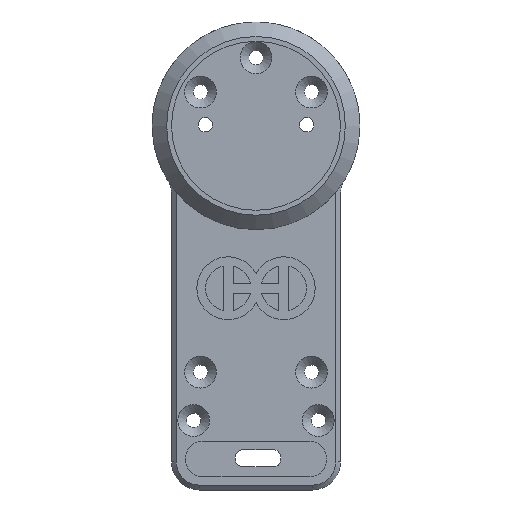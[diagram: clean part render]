
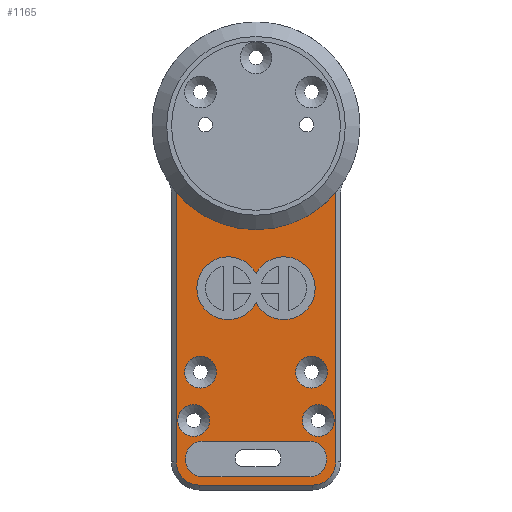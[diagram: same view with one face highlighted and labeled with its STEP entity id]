
A CAD part, front view. The second image highlights one B-rep face of the part: STEP entity #1165.
In plain terms, the highlighted planar face has unit normal (0, -1, 0).
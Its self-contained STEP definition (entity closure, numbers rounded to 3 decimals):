
#34=CARTESIAN_POINT('',(218.5,10.15,23.5));
#35=VERTEX_POINT('',#34);
#42=CARTESIAN_POINT('',(235.,10.15,31.216));
#43=VERTEX_POINT('',#42);
#44=CARTESIAN_POINT('',(218.5,10.15,45.));
#45=DIRECTION('',(0.,-1.,0.));
#46=DIRECTION('',(0.,0.,-1.));
#47=AXIS2_PLACEMENT_3D('',#44,#45,#46);
#48=CIRCLE('',#47,21.5);
#49=EDGE_CURVE('',#35,#43,#48,.T.);
#85=CARTESIAN_POINT('',(202.,10.15,31.216));
#86=VERTEX_POINT('',#85);
#94=CARTESIAN_POINT('',(218.5,10.15,45.));
#95=DIRECTION('',(0.,-1.,0.));
#96=DIRECTION('',(0.,0.,-1.));
#97=AXIS2_PLACEMENT_3D('',#94,#95,#96);
#98=CIRCLE('',#97,21.5);
#99=EDGE_CURVE('',#86,#35,#98,.T.);
#272=CARTESIAN_POINT('',(206.8,10.15,-29.4));
#273=VERTEX_POINT('',#272);
#290=CARTESIAN_POINT('',(230.2,10.15,-29.4));
#291=VERTEX_POINT('',#290);
#298=CARTESIAN_POINT('',(206.8,10.15,-29.4));
#299=DIRECTION('',(1.,0.,-0.));
#300=VECTOR('',#299,23.4);
#301=LINE('',#298,#300);
#302=EDGE_CURVE('',#273,#291,#301,.T.);
#313=CARTESIAN_POINT('',(233.1,10.15,-23.8));
#314=VERTEX_POINT('',#313);
#321=CARTESIAN_POINT('',(229.6,10.15,-20.3));
#322=VERTEX_POINT('',#321);
#323=CARTESIAN_POINT('',(229.6,10.15,-23.8));
#324=DIRECTION('',(-0.,1.,-0.));
#325=DIRECTION('',(0.,0.,-1.));
#326=AXIS2_PLACEMENT_3D('',#323,#324,#325);
#327=CIRCLE('',#326,3.5);
#328=EDGE_CURVE('',#322,#314,#327,.T.);
#346=CARTESIAN_POINT('',(207.4,10.15,-20.3));
#347=VERTEX_POINT('',#346);
#348=CARTESIAN_POINT('',(207.4,10.15,-20.3));
#349=DIRECTION('',(1.,0.,-0.));
#350=VECTOR('',#349,22.2);
#351=LINE('',#348,#350);
#352=EDGE_CURVE('',#347,#322,#351,.T.);
#370=CARTESIAN_POINT('',(203.9,10.15,-23.8));
#371=VERTEX_POINT('',#370);
#372=CARTESIAN_POINT('',(207.4,10.15,-23.8));
#373=DIRECTION('',(-0.,1.,-0.));
#374=DIRECTION('',(0.,0.,-1.));
#375=AXIS2_PLACEMENT_3D('',#372,#373,#374);
#376=CIRCLE('',#375,3.5);
#377=EDGE_CURVE('',#371,#347,#376,.T.);
#395=CARTESIAN_POINT('',(203.9,10.15,-24.1));
#396=VERTEX_POINT('',#395);
#397=CARTESIAN_POINT('',(203.9,10.15,-24.1));
#398=DIRECTION('',(0.,0.,1.));
#399=VECTOR('',#398,0.3);
#400=LINE('',#397,#399);
#401=EDGE_CURVE('',#396,#371,#400,.T.);
#419=CARTESIAN_POINT('',(207.5,10.15,-27.7));
#420=VERTEX_POINT('',#419);
#421=CARTESIAN_POINT('',(207.5,10.15,-24.1));
#422=DIRECTION('',(-0.,1.,-0.));
#423=DIRECTION('',(0.,0.,-1.));
#424=AXIS2_PLACEMENT_3D('',#421,#422,#423);
#425=CIRCLE('',#424,3.6);
#426=EDGE_CURVE('',#420,#396,#425,.T.);
#442=CARTESIAN_POINT('',(229.6,10.15,-27.7));
#443=VERTEX_POINT('',#442);
#444=CARTESIAN_POINT('',(229.6,10.15,-27.7));
#445=DIRECTION('',(-1.,0.,0.));
#446=VECTOR('',#445,22.1);
#447=LINE('',#444,#446);
#448=EDGE_CURVE('',#443,#420,#447,.T.);
#468=CARTESIAN_POINT('',(233.1,10.15,-24.2));
#469=VERTEX_POINT('',#468);
#470=CARTESIAN_POINT('',(229.6,10.15,-24.2));
#471=DIRECTION('',(-0.,1.,-0.));
#472=DIRECTION('',(0.,0.,-1.));
#473=AXIS2_PLACEMENT_3D('',#470,#471,#472);
#474=CIRCLE('',#473,3.5);
#475=EDGE_CURVE('',#469,#443,#474,.T.);
#493=CARTESIAN_POINT('',(233.1,10.15,-23.8));
#494=DIRECTION('',(0.,0.,-1.));
#495=VECTOR('',#494,0.4);
#496=LINE('',#493,#495);
#497=EDGE_CURVE('',#314,#469,#496,.T.);
#801=CARTESIAN_POINT('',(202.,10.15,-24.6));
#802=VERTEX_POINT('',#801);
#811=CARTESIAN_POINT('',(206.8,10.15,-24.6));
#812=DIRECTION('',(0.,-1.,0.));
#813=DIRECTION('',(0.,0.,-1.));
#814=AXIS2_PLACEMENT_3D('',#811,#812,#813);
#815=CIRCLE('',#814,4.8);
#816=EDGE_CURVE('',#802,#273,#815,.T.);
#826=CARTESIAN_POINT('',(235.,10.15,-24.6));
#827=VERTEX_POINT('',#826);
#834=CARTESIAN_POINT('',(230.2,10.15,-24.6));
#835=DIRECTION('',(0.,-1.,0.));
#836=DIRECTION('',(0.,0.,-1.));
#837=AXIS2_PLACEMENT_3D('',#834,#835,#836);
#838=CIRCLE('',#837,4.8);
#839=EDGE_CURVE('',#291,#827,#838,.T.);
#1019=CARTESIAN_POINT('',(202.,10.15,31.216));
#1020=DIRECTION('',(0.,0.,-1.));
#1021=VECTOR('',#1020,55.816);
#1022=LINE('',#1019,#1021);
#1023=EDGE_CURVE('',#86,#802,#1022,.T.);
#1034=CARTESIAN_POINT('',(235.,10.15,-24.6));
#1035=DIRECTION('',(0.,0.,1.));
#1036=VECTOR('',#1035,55.816);
#1037=LINE('',#1034,#1036);
#1038=EDGE_CURVE('',#827,#43,#1037,.T.);
#1059=CARTESIAN_POINT('',(200.,10.15,-3.));
#1060=DIRECTION('',(0.,-1.,0.));
#1061=DIRECTION('',(0.,0.,-1.));
#1062=AXIS2_PLACEMENT_3D('',#1059,#1060,#1061);
#1063=PLANE('',#1062);
#1064=CARTESIAN_POINT('',(207.,10.15,-9.3));
#1065=VERTEX_POINT('',#1064);
#1066=CARTESIAN_POINT('',(207.,10.15,-6.));
#1067=DIRECTION('',(-0.,1.,-0.));
#1068=DIRECTION('',(0.,0.,-1.));
#1069=AXIS2_PLACEMENT_3D('',#1066,#1067,#1068);
#1070=CIRCLE('',#1069,3.3);
#1071=EDGE_CURVE('',#1065,#1065,#1070,.T.);
#1072=ORIENTED_EDGE('',*,*,#1071,.T.);
#1073=EDGE_LOOP('',(#1072));
#1074=FACE_BOUND('',#1073,.T.);
#1075=CARTESIAN_POINT('',(230.,10.15,-9.3));
#1076=VERTEX_POINT('',#1075);
#1077=CARTESIAN_POINT('',(230.,10.15,-6.));
#1078=DIRECTION('',(-0.,1.,-0.));
#1079=DIRECTION('',(0.,0.,-1.));
#1080=AXIS2_PLACEMENT_3D('',#1077,#1078,#1079);
#1081=CIRCLE('',#1080,3.3);
#1082=EDGE_CURVE('',#1076,#1076,#1081,.T.);
#1083=ORIENTED_EDGE('',*,*,#1082,.T.);
#1084=EDGE_LOOP('',(#1083));
#1085=FACE_BOUND('',#1084,.T.);
#1086=CARTESIAN_POINT('',(224.25,10.15,4.874));
#1087=VERTEX_POINT('',#1086);
#1088=CARTESIAN_POINT('',(218.5,10.15,14.405));
#1089=VERTEX_POINT('',#1088);
#1090=CARTESIAN_POINT('',(224.25,10.15,11.374));
#1091=DIRECTION('',(0.,-1.,0.));
#1092=DIRECTION('',(0.,0.,-1.));
#1093=AXIS2_PLACEMENT_3D('',#1090,#1091,#1092);
#1094=CIRCLE('',#1093,6.5);
#1095=EDGE_CURVE('',#1087,#1089,#1094,.T.);
#1096=ORIENTED_EDGE('',*,*,#1095,.F.);
#1097=CARTESIAN_POINT('',(218.5,10.15,8.343));
#1098=VERTEX_POINT('',#1097);
#1099=CARTESIAN_POINT('',(224.25,10.15,11.374));
#1100=DIRECTION('',(0.,-1.,0.));
#1101=DIRECTION('',(0.,0.,-1.));
#1102=AXIS2_PLACEMENT_3D('',#1099,#1100,#1101);
#1103=CIRCLE('',#1102,6.5);
#1104=EDGE_CURVE('',#1098,#1087,#1103,.T.);
#1105=ORIENTED_EDGE('',*,*,#1104,.F.);
#1106=CARTESIAN_POINT('',(212.75,10.15,4.874));
#1107=VERTEX_POINT('',#1106);
#1108=CARTESIAN_POINT('',(212.75,10.15,11.374));
#1109=DIRECTION('',(0.,-1.,0.));
#1110=DIRECTION('',(0.,0.,-1.));
#1111=AXIS2_PLACEMENT_3D('',#1108,#1109,#1110);
#1112=CIRCLE('',#1111,6.5);
#1113=EDGE_CURVE('',#1107,#1098,#1112,.T.);
#1114=ORIENTED_EDGE('',*,*,#1113,.F.);
#1115=CARTESIAN_POINT('',(212.75,10.15,11.374));
#1116=DIRECTION('',(0.,-1.,0.));
#1117=DIRECTION('',(0.,0.,-1.));
#1118=AXIS2_PLACEMENT_3D('',#1115,#1116,#1117);
#1119=CIRCLE('',#1118,6.5);
#1120=EDGE_CURVE('',#1089,#1107,#1119,.T.);
#1121=ORIENTED_EDGE('',*,*,#1120,.F.);
#1122=EDGE_LOOP('',(#1096,#1105,#1114,#1121));
#1123=FACE_BOUND('',#1122,.T.);
#1124=CARTESIAN_POINT('',(231.4,10.15,-19.3));
#1125=VERTEX_POINT('',#1124);
#1126=CARTESIAN_POINT('',(231.4,10.15,-16.));
#1127=DIRECTION('',(-0.,1.,-0.));
#1128=DIRECTION('',(0.,0.,-1.));
#1129=AXIS2_PLACEMENT_3D('',#1126,#1127,#1128);
#1130=CIRCLE('',#1129,3.3);
#1131=EDGE_CURVE('',#1125,#1125,#1130,.T.);
#1132=ORIENTED_EDGE('',*,*,#1131,.T.);
#1133=EDGE_LOOP('',(#1132));
#1134=FACE_BOUND('',#1133,.T.);
#1135=CARTESIAN_POINT('',(205.6,10.15,-19.3));
#1136=VERTEX_POINT('',#1135);
#1137=CARTESIAN_POINT('',(205.6,10.15,-16.));
#1138=DIRECTION('',(-0.,1.,-0.));
#1139=DIRECTION('',(0.,0.,-1.));
#1140=AXIS2_PLACEMENT_3D('',#1137,#1138,#1139);
#1141=CIRCLE('',#1140,3.3);
#1142=EDGE_CURVE('',#1136,#1136,#1141,.T.);
#1143=ORIENTED_EDGE('',*,*,#1142,.T.);
#1144=EDGE_LOOP('',(#1143));
#1145=FACE_BOUND('',#1144,.T.);
#1146=ORIENTED_EDGE('',*,*,#1023,.T.);
#1147=ORIENTED_EDGE('',*,*,#816,.T.);
#1148=ORIENTED_EDGE('',*,*,#302,.T.);
#1149=ORIENTED_EDGE('',*,*,#839,.T.);
#1150=ORIENTED_EDGE('',*,*,#1038,.T.);
#1151=ORIENTED_EDGE('',*,*,#49,.F.);
#1152=ORIENTED_EDGE('',*,*,#99,.F.);
#1153=EDGE_LOOP('',(#1146,#1147,#1148,#1149,#1150,#1151,#1152));
#1154=FACE_BOUND('',#1153,.T.);
#1155=ORIENTED_EDGE('',*,*,#497,.T.);
#1156=ORIENTED_EDGE('',*,*,#475,.T.);
#1157=ORIENTED_EDGE('',*,*,#448,.T.);
#1158=ORIENTED_EDGE('',*,*,#426,.T.);
#1159=ORIENTED_EDGE('',*,*,#401,.T.);
#1160=ORIENTED_EDGE('',*,*,#377,.T.);
#1161=ORIENTED_EDGE('',*,*,#352,.T.);
#1162=ORIENTED_EDGE('',*,*,#328,.T.);
#1163=EDGE_LOOP('',(#1155,#1156,#1157,#1158,#1159,#1160,#1161,#1162));
#1164=FACE_BOUND('',#1163,.T.);
#1165=ADVANCED_FACE('',(#1074,#1085,#1123,#1134,#1145,#1154,#1164),#1063,.T.);
